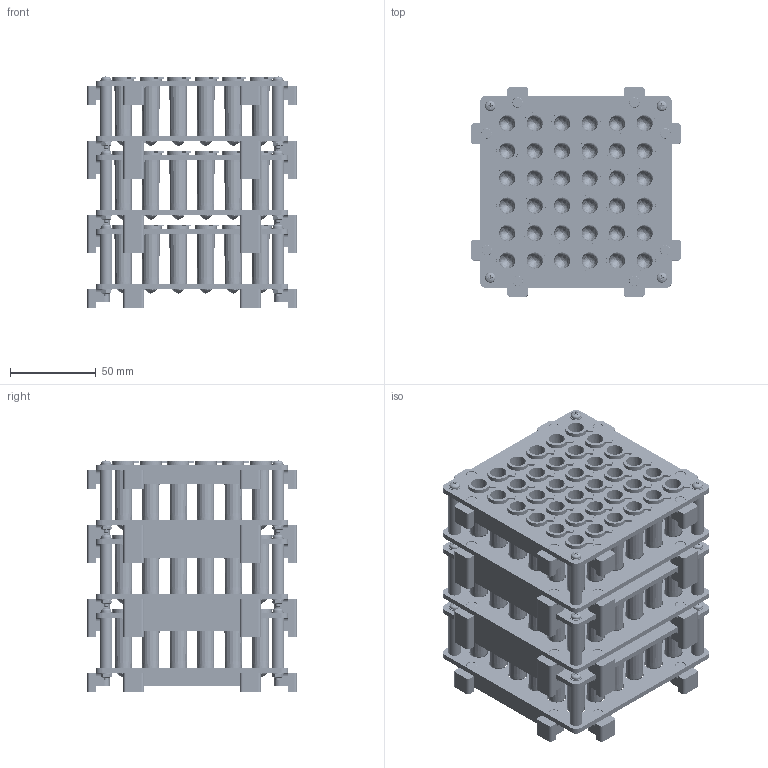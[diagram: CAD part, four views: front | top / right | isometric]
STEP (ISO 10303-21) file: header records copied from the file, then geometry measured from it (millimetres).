
FILE_DESCRIPTION(/* description */ (''),/* implementation_level */ '2;1');
FILE_NAME(/* name */ 'ASSEMBLY_Stack.stp',/* time_stamp */ '2025-07-26T10:17:25+02:00',/* author */ ('Andrzej'),/* organization */ (''),/* preprocessor_version */ 'ST-DEVELOPER v20.1',/* originating_system */ 'Autodesk Inventor 2026',/* authorisation */ '');
FILE_SCHEMA (('AUTOMOTIVE_DESIGN { 1 0 10303 214 3 1 1 }'));
Length unit declared in the file: millimetre
Products named in the file (9): ASSEMBLY_Stack; ASSEMBLY_Main; AS 1427 - M3 x 40; DIN 125-2 - A 3,2; DIN 934 - M3; COTS_Eppendorf_10ml_test_tube; 3DP_PLA_Test_Tube_Plate; COTS_GENERIC_6x3mm_Cylindricial_Neodymium_Magnet; 3DP_PLA_Spacer
Assembly tree (93 placements, depth 3):
  ASSEMBLY_Stack
    ASSEMBLY_Main  x3
      DIN 125-2 - A 3,2
      AS 1427 - M3 x 40
      DIN 934 - M3
      COTS_Eppendorf_10ml_test_tube
      3DP_PLA_Test_Tube_Plate
      COTS_GENERIC_6x3mm_Cylindricial_Neodymium_Magnet
      3DP_PLA_Spacer
Bounding box: 122 x 122 x 134.64 mm (x, y, z)
Volume: 330916.8 mm3; surface area: 482916.5 mm2
Topology: 270 solids, 270 shells, 3756 faces, 8964 edges, 5856 vertices
Faces by surface type: plane 1656, cylinder 1116, cone 408, torus 348, bspline 216, sphere 12
Full cylindrical faces by diameter (mm): 2.459 x12, 2.693 x12, 3 x12, 3.2 x24, 3.25 x36, 6 x96, 6.2 x96, 7 x24, 7.25 x12, 9.4 x108, 11 x216, 12.7 x108
Entity records: 10108 total; most frequent: CARTESIAN_POINT 1872, DIRECTION 1778, ORIENTED_EDGE 1460, EDGE_CURVE 730, AXIS2_PLACEMENT_3D 704, VERTEX_POINT 476, EDGE_LOOP 394, LINE 370
